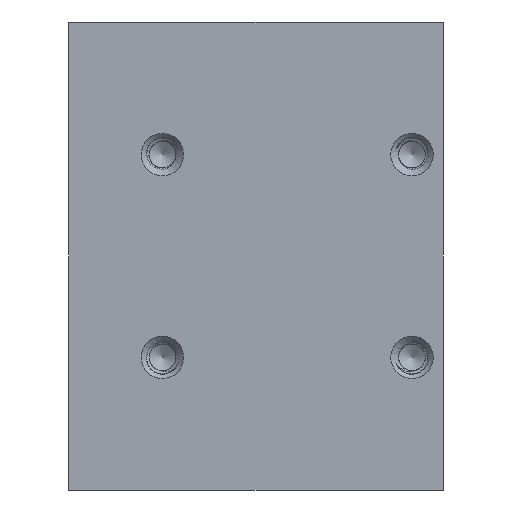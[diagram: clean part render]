
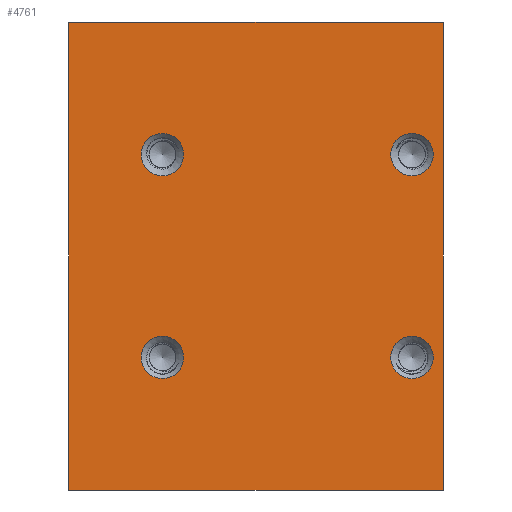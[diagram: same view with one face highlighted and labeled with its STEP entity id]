
A CAD part, front view. The second image highlights one B-rep face of the part: STEP entity #4761.
In plain terms, the highlighted planar face has unit normal (0, -1, 0).
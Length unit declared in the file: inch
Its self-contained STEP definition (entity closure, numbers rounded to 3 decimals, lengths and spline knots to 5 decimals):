
#29=FACE_BOUND('',#602,.T.);
#30=FACE_BOUND('',#603,.T.);
#31=FACE_BOUND('',#604,.T.);
#32=FACE_BOUND('',#605,.T.);
#42=PLANE('',#5064);
#345=FACE_OUTER_BOUND('',#601,.T.);
#601=EDGE_LOOP('',(#3906,#3907,#3908,#3909));
#602=EDGE_LOOP('',(#3910));
#603=EDGE_LOOP('',(#3911));
#604=EDGE_LOOP('',(#3912));
#605=EDGE_LOOP('',(#3913));
#667=CIRCLE('',#4942,0.17);
#678=CIRCLE('',#5039,0.17);
#680=CIRCLE('',#5043,0.17);
#681=CIRCLE('',#5046,0.17);
#1322=LINE('',#19177,#1608);
#1325=LINE('',#19187,#1611);
#1346=LINE('',#19235,#1632);
#1347=LINE('',#19236,#1633);
#1608=VECTOR('',#5799,3.75);
#1611=VECTOR('',#5806,3.75);
#1632=VECTOR('',#5841,3.);
#1633=VECTOR('',#5842,3.);
#1905=VERTEX_POINT('',#13455);
#2081=VERTEX_POINT('',#18867);
#2085=VERTEX_POINT('',#18938);
#2087=VERTEX_POINT('',#19080);
#2095=VERTEX_POINT('',#19126);
#2118=VERTEX_POINT('',#19175);
#2122=VERTEX_POINT('',#19184);
#2123=VERTEX_POINT('',#19186);
#2484=EDGE_CURVE('',#1905,#1905,#667,.T.);
#2750=EDGE_CURVE('',#2081,#2081,#678,.T.);
#2757=EDGE_CURVE('',#2085,#2085,#680,.T.);
#2764=EDGE_CURVE('',#2087,#2087,#681,.T.);
#2801=EDGE_CURVE('',#2095,#2118,#1322,.T.);
#2805=EDGE_CURVE('',#2122,#2123,#1325,.T.);
#2831=EDGE_CURVE('',#2118,#2123,#1346,.T.);
#2832=EDGE_CURVE('',#2095,#2122,#1347,.T.);
#3906=ORIENTED_EDGE('',*,*,#2831,.T.);
#3907=ORIENTED_EDGE('',*,*,#2805,.F.);
#3908=ORIENTED_EDGE('',*,*,#2832,.F.);
#3909=ORIENTED_EDGE('',*,*,#2801,.T.);
#3910=ORIENTED_EDGE('',*,*,#2484,.T.);
#3911=ORIENTED_EDGE('',*,*,#2757,.T.);
#3912=ORIENTED_EDGE('',*,*,#2750,.T.);
#3913=ORIENTED_EDGE('',*,*,#2764,.T.);
#4761=ADVANCED_FACE('',(#345,#29,#30,#31,#32),#42,.F.);
#4942=AXIS2_PLACEMENT_3D('',#13457,#5458,#5459);
#5039=AXIS2_PLACEMENT_3D('',#18869,#5735,#5736);
#5043=AXIS2_PLACEMENT_3D('',#18940,#5744,#5745);
#5046=AXIS2_PLACEMENT_3D('',#19082,#5751,#5752);
#5064=AXIS2_PLACEMENT_3D('',#19234,#5839,#5840);
#5458=DIRECTION('center_axis',(0.,1.,0.));
#5459=DIRECTION('ref_axis',(0.,0.,1.));
#5735=DIRECTION('center_axis',(0.,1.,0.));
#5736=DIRECTION('ref_axis',(0.,0.,1.));
#5744=DIRECTION('center_axis',(0.,1.,0.));
#5745=DIRECTION('ref_axis',(0.,0.,1.));
#5751=DIRECTION('center_axis',(0.,1.,0.));
#5752=DIRECTION('ref_axis',(0.,0.,1.));
#5799=DIRECTION('',(0.,0.,-1.));
#5806=DIRECTION('',(0.,0.,-1.));
#5839=DIRECTION('center_axis',(0.,1.,0.));
#5840=DIRECTION('ref_axis',(0.,0.,1.));
#5841=DIRECTION('',(1.,0.,0.));
#5842=DIRECTION('',(1.,0.,0.));
#13455=CARTESIAN_POINT('',(0.75,0.,2.8575));
#13457=CARTESIAN_POINT('Origin',(0.75,0.,2.6875));
#18867=CARTESIAN_POINT('',(2.75,0.,2.8575));
#18869=CARTESIAN_POINT('Origin',(2.75,0.,2.6875));
#18938=CARTESIAN_POINT('',(2.75,0.,1.2325));
#18940=CARTESIAN_POINT('Origin',(2.75,0.,1.0625));
#19080=CARTESIAN_POINT('',(0.75,0.,1.2325));
#19082=CARTESIAN_POINT('Origin',(0.75,0.,1.0625));
#19126=CARTESIAN_POINT('',(0.,0.,3.75));
#19175=CARTESIAN_POINT('',(0.,0.,0.));
#19177=CARTESIAN_POINT('',(0.,0.,3.75));
#19184=CARTESIAN_POINT('',(3.,0.,3.75));
#19186=CARTESIAN_POINT('',(3.,0.,0.));
#19187=CARTESIAN_POINT('',(3.,0.,3.75));
#19234=CARTESIAN_POINT('Origin',(0.,0.,3.75));
#19235=CARTESIAN_POINT('',(0.,0.,0.));
#19236=CARTESIAN_POINT('',(0.,0.,3.75));
